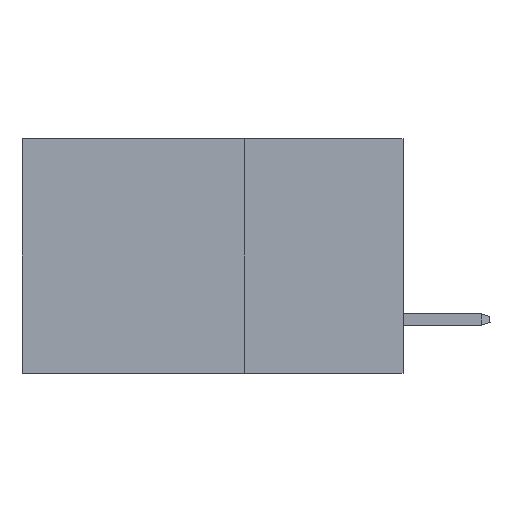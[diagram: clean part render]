
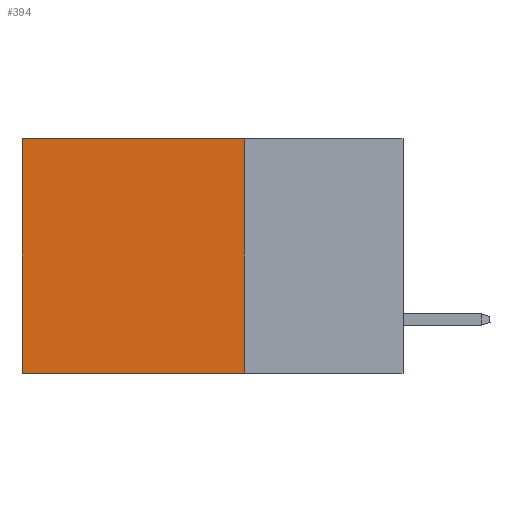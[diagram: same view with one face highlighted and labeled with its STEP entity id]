
A CAD part, left-side view. The second image highlights one B-rep face of the part: STEP entity #394.
In plain terms, the highlighted planar face has unit normal (-1, 0, 0).
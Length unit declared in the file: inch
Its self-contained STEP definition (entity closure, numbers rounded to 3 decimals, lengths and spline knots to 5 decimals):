
#277 = VERTEX_POINT ( 'NONE', #12182 ) ;
#394 = ADVANCED_FACE ( 'NONE', ( #14328 ), #6916, .F. ) ;
#1096 = DIRECTION ( 'NONE',  ( 0., 0., -1. ) ) ;
#1117 = AXIS2_PLACEMENT_3D ( 'NONE', #12843, #14530, #1096 ) ;
#1739 = DIRECTION ( 'NONE',  ( 0., 0., -1. ) ) ;
#1933 = VERTEX_POINT ( 'NONE', #5157 ) ;
#2957 = LINE ( 'NONE', #7984, #5178 ) ;
#3080 = CARTESIAN_POINT ( 'NONE',  ( 0.2875, 0.25, 0. ) ) ;
#3168 = VECTOR ( 'NONE', #19181, 39.37008 ) ;
#3701 = VERTEX_POINT ( 'NONE', #16929 ) ;
#3818 = EDGE_CURVE ( 'NONE', #277, #3701, #15740, .T. ) ;
#4111 = EDGE_CURVE ( 'NONE', #1933, #15409, #11954, .T. ) ;
#4350 = VECTOR ( 'NONE', #7614, 39.37008 ) ;
#4960 = VECTOR ( 'NONE', #1739, 39.37008 ) ;
#5157 = CARTESIAN_POINT ( 'NONE',  ( 0.2875, 0.6, 0. ) ) ;
#5178 = VECTOR ( 'NONE', #10909, 39.37008 ) ;
#6091 = CARTESIAN_POINT ( 'NONE',  ( 0.2875, 0.6, 0. ) ) ;
#6916 = PLANE ( 'NONE',  #1117 ) ;
#7145 = EDGE_CURVE ( 'NONE', #277, #1933, #9053, .T. ) ;
#7614 = DIRECTION ( 'NONE',  ( 0., 0., -1. ) ) ;
#7984 = CARTESIAN_POINT ( 'NONE',  ( 0.2875, 0.25, -0.37 ) ) ;
#8022 = EDGE_CURVE ( 'NONE', #3701, #15409, #2957, .T. ) ;
#8648 = CARTESIAN_POINT ( 'NONE',  ( 0.2875, 0.25, 0. ) ) ;
#9014 = ORIENTED_EDGE ( 'NONE', *, *, #3818, .F. ) ;
#9053 = LINE ( 'NONE', #8648, #3168 ) ;
#10909 = DIRECTION ( 'NONE',  ( 0., 1., 0. ) ) ;
#11892 = ORIENTED_EDGE ( 'NONE', *, *, #4111, .T. ) ;
#11954 = LINE ( 'NONE', #6091, #4960 ) ;
#12182 = CARTESIAN_POINT ( 'NONE',  ( 0.2875, 0.25, 0. ) ) ;
#12843 = CARTESIAN_POINT ( 'NONE',  ( 0.2875, 0.25, 0. ) ) ;
#13841 = CARTESIAN_POINT ( 'NONE',  ( 0.2875, 0.6, -0.37 ) ) ;
#14328 = FACE_OUTER_BOUND ( 'NONE', #16159, .T. ) ;
#14530 = DIRECTION ( 'NONE',  ( 1., 0., 0. ) ) ;
#15409 = VERTEX_POINT ( 'NONE', #13841 ) ;
#15740 = LINE ( 'NONE', #3080, #4350 ) ;
#16159 = EDGE_LOOP ( 'NONE', ( #11892, #16359, #9014, #18169 ) ) ;
#16359 = ORIENTED_EDGE ( 'NONE', *, *, #8022, .F. ) ;
#16929 = CARTESIAN_POINT ( 'NONE',  ( 0.2875, 0.25, -0.37 ) ) ;
#18169 = ORIENTED_EDGE ( 'NONE', *, *, #7145, .T. ) ;
#19181 = DIRECTION ( 'NONE',  ( 0., 1., 0. ) ) ;
